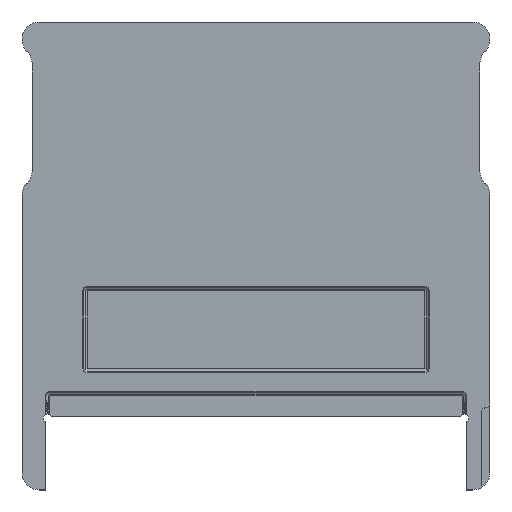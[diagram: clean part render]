
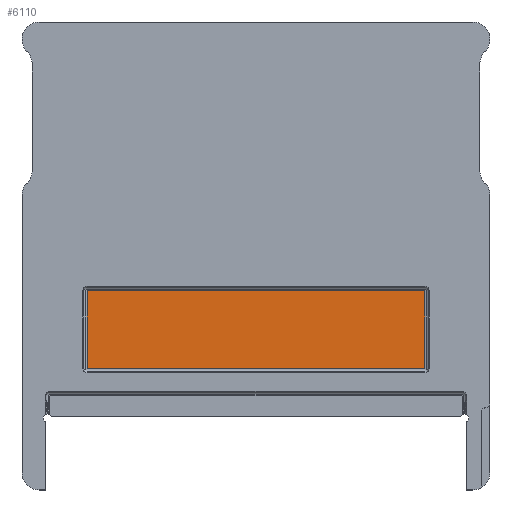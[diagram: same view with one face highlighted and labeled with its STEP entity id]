
A CAD part, top view. The second image highlights one B-rep face of the part: STEP entity #6110.
In plain terms, the highlighted planar face has unit normal (0, 0, 1).
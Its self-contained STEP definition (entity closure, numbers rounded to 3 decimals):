
#3948 = VERTEX_POINT('',#3949);
#3949 = CARTESIAN_POINT('',(-19.5,-4.,0.6));
#4183 = VERTEX_POINT('',#4184);
#4184 = CARTESIAN_POINT('',(-19.5,-13.,0.6));
#4190 = EDGE_CURVE('',#3948,#4183,#4191,.T.);
#4191 = LINE('',#4192,#4193);
#4192 = CARTESIAN_POINT('',(-19.5,-4.,0.6));
#4193 = VECTOR('',#4194,1.);
#4194 = DIRECTION('',(0.,-1.,0.));
#4566 = VERTEX_POINT('',#4567);
#4567 = CARTESIAN_POINT('',(19.5,-13.,0.6));
#5757 = VERTEX_POINT('',#5758);
#5758 = CARTESIAN_POINT('',(19.5,-4.,0.6));
#6110 = ADVANCED_FACE('',(#6111),#6132,.T.);
#6111 = FACE_BOUND('',#6112,.T.);
#6112 = EDGE_LOOP('',(#6113,#6119,#6120,#6126));
#6113 = ORIENTED_EDGE('',*,*,#6114,.T.);
#6114 = EDGE_CURVE('',#5757,#3948,#6115,.T.);
#6115 = LINE('',#6116,#6117);
#6116 = CARTESIAN_POINT('',(19.5,-4.,0.6));
#6117 = VECTOR('',#6118,1.);
#6118 = DIRECTION('',(-1.,0.,0.));
#6119 = ORIENTED_EDGE('',*,*,#4190,.T.);
#6120 = ORIENTED_EDGE('',*,*,#6121,.T.);
#6121 = EDGE_CURVE('',#4183,#4566,#6122,.T.);
#6122 = LINE('',#6123,#6124);
#6123 = CARTESIAN_POINT('',(-19.5,-13.,0.6));
#6124 = VECTOR('',#6125,1.);
#6125 = DIRECTION('',(1.,0.,0.));
#6126 = ORIENTED_EDGE('',*,*,#6127,.T.);
#6127 = EDGE_CURVE('',#4566,#5757,#6128,.T.);
#6128 = LINE('',#6129,#6130);
#6129 = CARTESIAN_POINT('',(19.5,-13.,0.6));
#6130 = VECTOR('',#6131,1.);
#6131 = DIRECTION('',(0.,1.,0.));
#6132 = PLANE('',#6133);
#6133 = AXIS2_PLACEMENT_3D('',#6134,#6135,#6136);
#6134 = CARTESIAN_POINT('',(0.,-8.5,0.6));
#6135 = DIRECTION('',(0.,0.,1.));
#6136 = DIRECTION('',(1.,0.,-0.));
